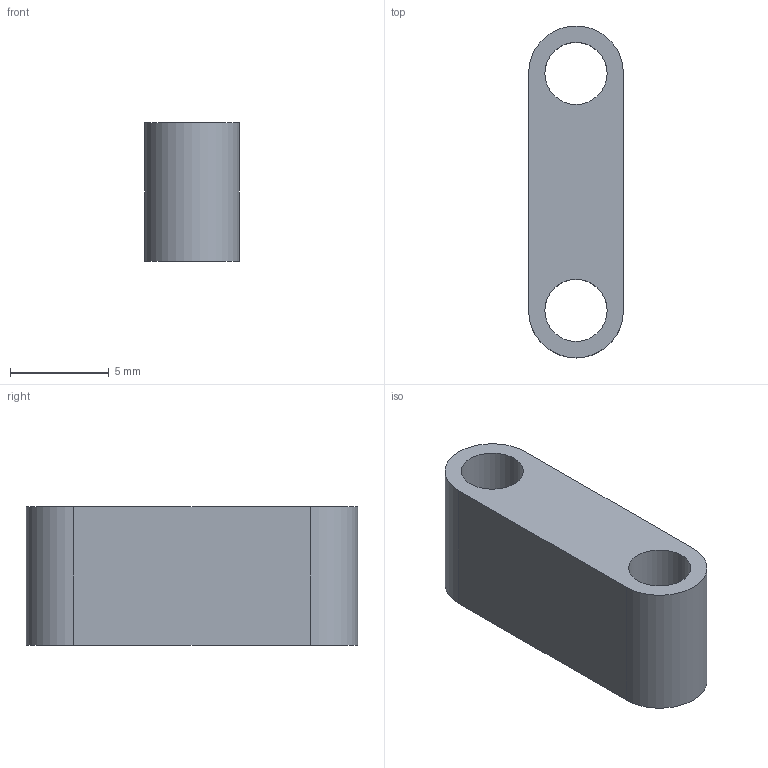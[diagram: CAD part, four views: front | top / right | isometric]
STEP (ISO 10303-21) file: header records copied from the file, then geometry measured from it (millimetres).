
FILE_DESCRIPTION(/* description */ (''),/* implementation_level */ '2;1');
FILE_NAME(/* name */ 'Spacer.step',/* time_stamp */ '2019-01-14T18:22:16-06:00',/* author */ (''),/* organization */ (''),/* preprocessor_version */ 'ST-DEVELOPER v17.2',/* originating_system */ 'Autodesk Translation Framework v7.6.0.251',/* authorisation */ '');
FILE_SCHEMA (('AUTOMOTIVE_DESIGN { 1 0 10303 214 3 1 1 }'));
Length unit declared in the file: millimetre
Products named in the file (1): Spacer
Bounding box: 4.8 x 16.8 x 7 mm (x, y, z)
Volume: 420.8 mm3; surface area: 532.3 mm2
Topology: 1 solids, 1 shells, 8 faces, 22 edges, 16 vertices
Faces by surface type: plane 4, cylinder 4
Full cylindrical faces by diameter (mm): 3.15 x2
Entity records: 311 total; most frequent: DIRECTION 52, CARTESIAN_POINT 47, ORIENTED_EDGE 44, EDGE_CURVE 22, AXIS2_PLACEMENT_3D 21, VERTEX_POINT 16, EDGE_LOOP 12, CIRCLE 12
